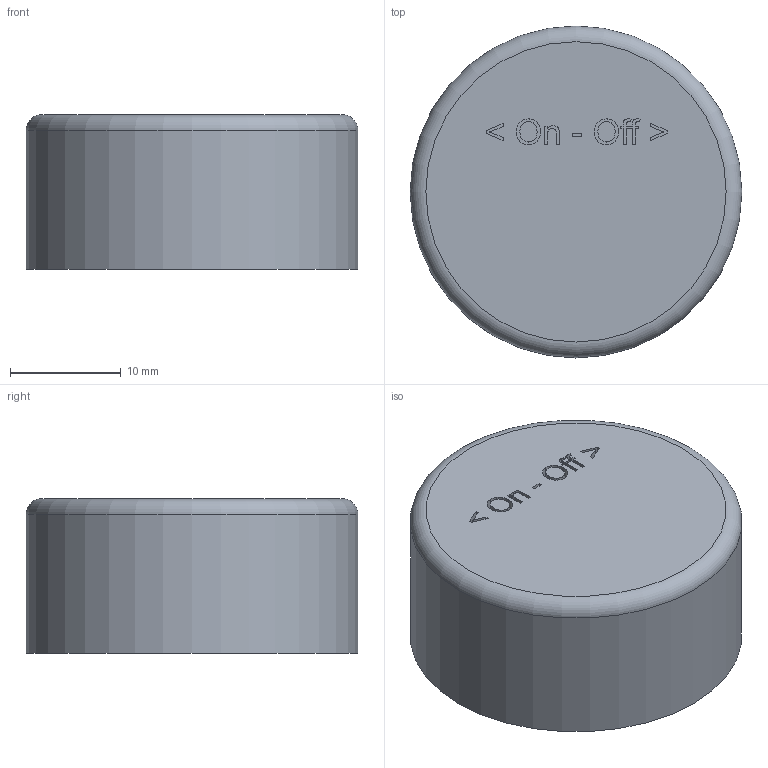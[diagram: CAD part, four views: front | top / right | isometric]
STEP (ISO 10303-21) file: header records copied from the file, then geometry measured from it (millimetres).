
FILE_DESCRIPTION(/* description */ (''),/* implementation_level */ '2;1');
FILE_NAME(/* name */ 'Benzomatic Oxy-Mapp Torch Oxygen Regulator Knob.step',/* time_stamp */ '2025-04-23T12:18:33-05:00',/* author */ (''),/* organization */ (''),/* preprocessor_version */ 'ST-DEVELOPER v20.1',/* originating_system */ 'Autodesk Translation Framework v14.4.0.0',/* authorisation */ '');
FILE_SCHEMA (('AUTOMOTIVE_DESIGN { 1 0 10303 214 3 1 1 }'));
Length unit declared in the file: millimetre
Products named in the file (1): Benzomatic Oxy-Mapp Torch Oxygen Regulator Knob
Bounding box: 30 x 30 x 14 mm (x, y, z)
Volume: 8743.4 mm3; surface area: 3090.4 mm2
Topology: 1 solids, 1 shells, 125 faces, 338 edges, 225 vertices
Faces by surface type: bspline 64, plane 58, cylinder 2, torus 1
Full cylindrical faces by diameter (mm): 12.5 x1, 30 x1
Entity records: 4523 total; most frequent: CARTESIAN_POINT 1777, ORIENTED_EDGE 676, DIRECTION 340, EDGE_CURVE 338, VERTEX_POINT 225, LINE 204, VECTOR 204, EDGE_LOOP 135
